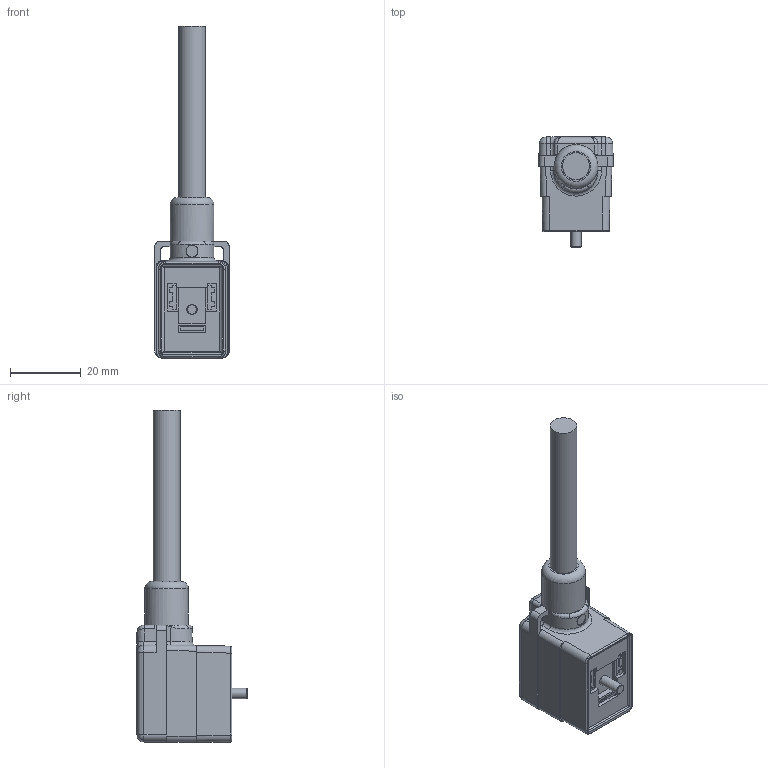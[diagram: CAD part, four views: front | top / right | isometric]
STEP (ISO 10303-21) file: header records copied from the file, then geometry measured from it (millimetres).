
FILE_DESCRIPTION(/* description */ (''),/* implementation_level */ '2;1');
FILE_NAME(/* name */ '5016281-VB21-Anschlussleitung-18-08-2014.stp',/* time_stamp */ '2016-11-15T09:38:02+01:00',/* author */ (''),/* organization */ (''),/* preprocessor_version */ 'ST-DEVELOPER v16',/* originating_system */ 'SIEMENS PLM Software NX 10.0',/* authorisation */ '');
FILE_SCHEMA (('AUTOMOTIVE_DESIGN { 1 0 10303 214 3 1 1 1 }'));
Length unit declared in the file: millimetre
Products named in the file (1): 5016281-VB21-Anschlussleitung-18-08-2014_stp
Bounding box: 21.1 x 31.2 x 94.1 mm (x, y, z)
Volume: 18805.4 mm3; surface area: 5877.2 mm2
Topology: 1 solids, 2 shells, 223 faces, 588 edges, 369 vertices
Faces by surface type: plane 135, cylinder 61, bspline 15, sphere 6, cone 3, torus 3
Full cylindrical faces by diameter (mm): 2.9 x1, 3.4 x1, 5.94 x1, 6 x1, 7.6 x1, 12.4 x1
Entity records: 7038 total; most frequent: CARTESIAN_POINT 1641, ORIENTED_EDGE 1130, DIRECTION 1078, EDGE_CURVE 565, LINE 402, VECTOR 402, VERTEX_POINT 365, AXIS2_PLACEMENT_3D 338
